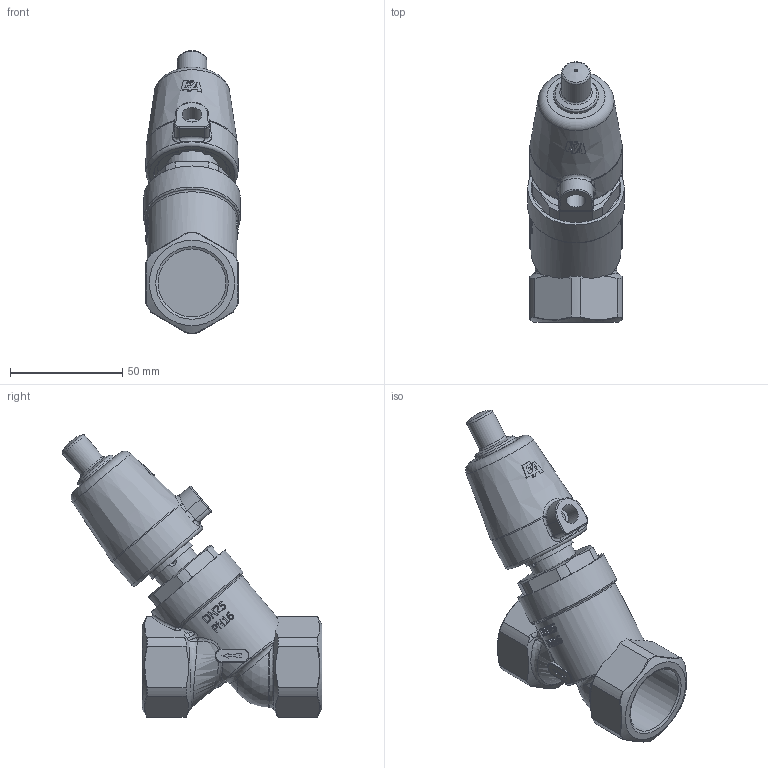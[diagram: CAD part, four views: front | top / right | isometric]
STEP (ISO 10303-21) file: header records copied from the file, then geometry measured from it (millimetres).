
FILE_DESCRIPTION(/* description */ ('2/2-Wege druckgesteuertes Ventil, Messing, G1", SK32'),/* implementation_level */ '2;1');
FILE_NAME(/* name */ 'DG2D1620025_OS.stp',/* time_stamp */ '2022-01-27T09:09:51+01:00',/* author */ ('hois'),/* organization */ (''),/* preprocessor_version */ 'ST-DEVELOPER v18.1',/* originating_system */ 'Autodesk Inventor 2020',/* authorisation */ '');
FILE_SCHEMA (('AUTOMOTIVE_DESIGN { 1 0 10303 214 3 1 1 }'));
Length unit declared in the file: millimetre
Products named in the file (7): DG2D1620025; GGS0025.17.0043-GM; SZY0320.11.0022; ETG0025.06.0203; DER0340.05.0013; DIN0472-32x1,5; VST1415.06.0053
Assembly tree (6 placements, depth 2):
  DG2D1620025
    GGS0025.17.0043-GM
    SZY0320.11.0022
    ETG0025.06.0203
    DER0340.05.0013
    DIN0472-32x1,5
    VST1415.06.0053
Bounding box: 43 x 115.79 x 126.04 mm (x, y, z)
Volume: 149801 mm3; surface area: 47394.4 mm2
Topology: 6 solids, 6 shells, 492 faces, 1344 edges, 891 vertices
Faces by surface type: plane 203, bspline 127, cylinder 97, torus 35, cone 28, sphere 2
Full cylindrical faces by diameter (mm): 1.5 x1, 2.5 x4, 8.5 x1, 8.566 x1, 8.7 x1, 12 x2, 13 x1, 14 x1, 16 x1, 19.5 x1, 20 x1, 21 x2, 23.5 x1, 30.29 x1, 30.291 x2, 30.3 x1, 31 x1, 33 x1, 33.249 x1, 33.5 x1, 34 x4, 36 x1, 40 x1, 41 x1, 43 x1
Entity records: 20645 total; most frequent: CARTESIAN_POINT 8503, ORIENTED_EDGE 2676, DIRECTION 2244, EDGE_CURVE 1338, AXIS2_PLACEMENT_3D 896, VERTEX_POINT 891, EDGE_LOOP 539, FACE_OUTER_BOUND 492
